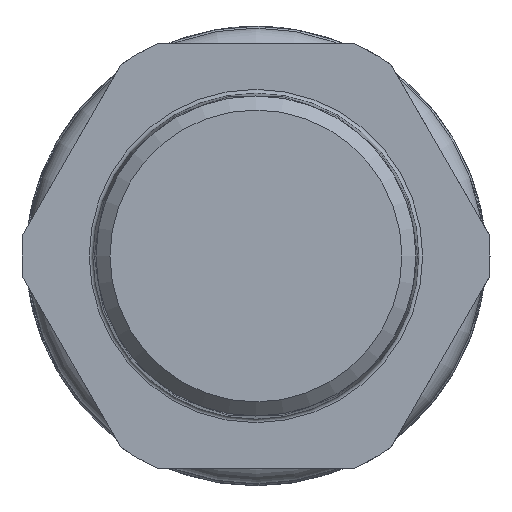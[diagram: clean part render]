
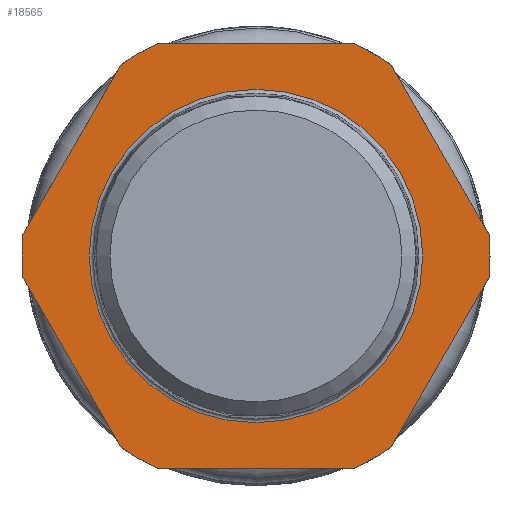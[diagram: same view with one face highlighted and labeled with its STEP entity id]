
A CAD part, left-side view. The second image highlights one B-rep face of the part: STEP entity #18565.
In plain terms, the highlighted planar face has unit normal (-1, 0, 0).
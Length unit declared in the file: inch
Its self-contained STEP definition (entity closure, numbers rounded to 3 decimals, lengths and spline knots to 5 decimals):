
#765=FACE_BOUND('',#5456,.T.);
#1571=CIRCLE('',#20217,0.84961);
#1572=CIRCLE('',#20218,0.84961);
#1576=CIRCLE('',#20224,1.19291);
#1577=CIRCLE('',#20225,1.19291);
#1578=CIRCLE('',#20226,1.19291);
#1579=CIRCLE('',#20227,1.19291);
#1580=CIRCLE('',#20228,1.19291);
#1581=CIRCLE('',#20229,1.19291);
#2592=LINE('',#37962,#3422);
#2593=LINE('',#37966,#3423);
#2594=LINE('',#37970,#3424);
#2595=LINE('',#37974,#3425);
#2596=LINE('',#37978,#3426);
#2597=LINE('',#37982,#3427);
#3422=VECTOR('',#24311,0.3937);
#3423=VECTOR('',#24314,0.3937);
#3424=VECTOR('',#24317,0.3937);
#3425=VECTOR('',#24320,0.3937);
#3426=VECTOR('',#24323,0.3937);
#3427=VECTOR('',#24326,0.3937);
#4415=FACE_OUTER_BOUND('',#5455,.T.);
#5455=EDGE_LOOP('',(#16005,#16006,#16007,#16008,#16009,#16010,#16011,#16012,
#16013,#16014,#16015,#16016));
#5456=EDGE_LOOP('',(#16017,#16018));
#7944=VERTEX_POINT('',#37947);
#7945=VERTEX_POINT('',#37949);
#7948=VERTEX_POINT('',#37960);
#7949=VERTEX_POINT('',#37961);
#7950=VERTEX_POINT('',#37963);
#7951=VERTEX_POINT('',#37965);
#7952=VERTEX_POINT('',#37967);
#7953=VERTEX_POINT('',#37969);
#7954=VERTEX_POINT('',#37971);
#7955=VERTEX_POINT('',#37973);
#7956=VERTEX_POINT('',#37975);
#7957=VERTEX_POINT('',#37977);
#7958=VERTEX_POINT('',#37979);
#7959=VERTEX_POINT('',#37981);
#10640=EDGE_CURVE('',#7944,#7945,#1571,.T.);
#10641=EDGE_CURVE('',#7945,#7944,#1572,.T.);
#10646=EDGE_CURVE('',#7948,#7949,#2592,.T.);
#10647=EDGE_CURVE('',#7950,#7949,#1576,.T.);
#10648=EDGE_CURVE('',#7950,#7951,#2593,.T.);
#10649=EDGE_CURVE('',#7952,#7951,#1577,.T.);
#10650=EDGE_CURVE('',#7952,#7953,#2594,.T.);
#10651=EDGE_CURVE('',#7954,#7953,#1578,.T.);
#10652=EDGE_CURVE('',#7954,#7955,#2595,.T.);
#10653=EDGE_CURVE('',#7956,#7955,#1579,.T.);
#10654=EDGE_CURVE('',#7956,#7957,#2596,.T.);
#10655=EDGE_CURVE('',#7958,#7957,#1580,.T.);
#10656=EDGE_CURVE('',#7958,#7959,#2597,.T.);
#10657=EDGE_CURVE('',#7948,#7959,#1581,.T.);
#16005=ORIENTED_EDGE('',*,*,#10646,.T.);
#16006=ORIENTED_EDGE('',*,*,#10647,.F.);
#16007=ORIENTED_EDGE('',*,*,#10648,.T.);
#16008=ORIENTED_EDGE('',*,*,#10649,.F.);
#16009=ORIENTED_EDGE('',*,*,#10650,.T.);
#16010=ORIENTED_EDGE('',*,*,#10651,.F.);
#16011=ORIENTED_EDGE('',*,*,#10652,.T.);
#16012=ORIENTED_EDGE('',*,*,#10653,.F.);
#16013=ORIENTED_EDGE('',*,*,#10654,.T.);
#16014=ORIENTED_EDGE('',*,*,#10655,.F.);
#16015=ORIENTED_EDGE('',*,*,#10656,.T.);
#16016=ORIENTED_EDGE('',*,*,#10657,.F.);
#16017=ORIENTED_EDGE('',*,*,#10641,.F.);
#16018=ORIENTED_EDGE('',*,*,#10640,.F.);
#16579=PLANE('',#20223);
#18565=ADVANCED_FACE('',(#4415,#765),#16579,.T.);
#20217=AXIS2_PLACEMENT_3D('',#37950,#24296,#24297);
#20218=AXIS2_PLACEMENT_3D('',#37951,#24298,#24299);
#20223=AXIS2_PLACEMENT_3D('',#37959,#24309,#24310);
#20224=AXIS2_PLACEMENT_3D('',#37964,#24312,#24313);
#20225=AXIS2_PLACEMENT_3D('',#37968,#24315,#24316);
#20226=AXIS2_PLACEMENT_3D('',#37972,#24318,#24319);
#20227=AXIS2_PLACEMENT_3D('',#37976,#24321,#24322);
#20228=AXIS2_PLACEMENT_3D('',#37980,#24324,#24325);
#20229=AXIS2_PLACEMENT_3D('',#37983,#24327,#24328);
#24296=DIRECTION('center_axis',(-1.,0.,0.));
#24297=DIRECTION('ref_axis',(0.,1.,0.));
#24298=DIRECTION('center_axis',(-1.,0.,0.));
#24299=DIRECTION('ref_axis',(0.,1.,0.));
#24309=DIRECTION('center_axis',(-1.,0.,0.));
#24310=DIRECTION('ref_axis',(0.,1.,0.));
#24311=DIRECTION('',(0.,0.5,0.866));
#24312=DIRECTION('center_axis',(1.,0.,0.));
#24313=DIRECTION('ref_axis',(0.,-1.,0.));
#24314=DIRECTION('',(0.,1.,0.));
#24315=DIRECTION('center_axis',(1.,0.,0.));
#24316=DIRECTION('ref_axis',(0.,-1.,0.));
#24317=DIRECTION('',(0.,0.5,-0.866));
#24318=DIRECTION('center_axis',(1.,0.,0.));
#24319=DIRECTION('ref_axis',(0.,-1.,0.));
#24320=DIRECTION('',(0.,-0.5,-0.866));
#24321=DIRECTION('center_axis',(1.,0.,0.));
#24322=DIRECTION('ref_axis',(0.,-1.,0.));
#24323=DIRECTION('',(0.,-1.,0.));
#24324=DIRECTION('center_axis',(1.,0.,0.));
#24325=DIRECTION('ref_axis',(0.,-1.,0.));
#24326=DIRECTION('',(0.,-0.5,0.866));
#24327=DIRECTION('center_axis',(1.,0.,0.));
#24328=DIRECTION('ref_axis',(0.,-1.,0.));
#37947=CARTESIAN_POINT('',(-2.08661,0.84961,0.));
#37949=CARTESIAN_POINT('',(-2.08661,-0.84961,0.));
#37950=CARTESIAN_POINT('Origin',(-2.08661,0.,
0.));
#37951=CARTESIAN_POINT('Origin',(-2.08661,0.,
0.));
#37959=CARTESIAN_POINT('Origin',(-2.08661,0.,
-1.19291));
#37960=CARTESIAN_POINT('',(-2.08661,-1.18805,0.10759));
#37961=CARTESIAN_POINT('',(-2.08661,-0.6872,0.97509));
#37962=CARTESIAN_POINT('',(-2.08661,-1.32111,-0.12288));
#37963=CARTESIAN_POINT('',(-2.08661,-0.50085,1.08268));
#37964=CARTESIAN_POINT('Origin',(-2.08661,0.,
0.));
#37965=CARTESIAN_POINT('',(-2.08661,0.50085,1.08268));
#37966=CARTESIAN_POINT('',(-2.08661,-0.25043,1.08268));
#37967=CARTESIAN_POINT('',(-2.08661,0.6872,0.97509));
#37968=CARTESIAN_POINT('Origin',(-2.08661,0.,
0.));
#37969=CARTESIAN_POINT('',(-2.08661,1.18805,0.10759));
#37970=CARTESIAN_POINT('',(-2.08661,1.07069,0.31087));
#37971=CARTESIAN_POINT('',(-2.08661,1.18805,-0.10759));
#37972=CARTESIAN_POINT('Origin',(-2.08661,0.,
0.));
#37973=CARTESIAN_POINT('',(-2.08661,0.6872,-0.97509));
#37974=CARTESIAN_POINT('',(-2.08661,0.80457,-0.77181));
#37975=CARTESIAN_POINT('',(-2.08661,0.50085,-1.08268));
#37976=CARTESIAN_POINT('Origin',(-2.08661,0.,
0.));
#37977=CARTESIAN_POINT('',(-2.08661,-0.50085,-1.08268));
#37978=CARTESIAN_POINT('',(-2.08661,0.25043,-1.08268));
#37979=CARTESIAN_POINT('',(-2.08661,-0.6872,-0.97509));
#37980=CARTESIAN_POINT('Origin',(-2.08661,0.,
0.));
#37981=CARTESIAN_POINT('',(-2.08661,-1.18805,-0.10759));
#37982=CARTESIAN_POINT('',(-2.08661,-0.55414,-1.20556));
#37983=CARTESIAN_POINT('Origin',(-2.08661,0.,
0.));
